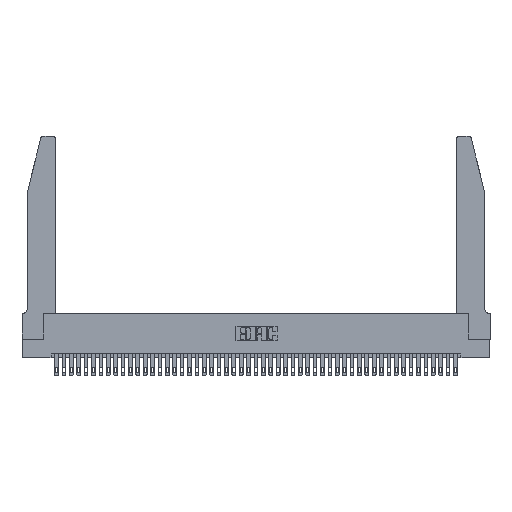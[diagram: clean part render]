
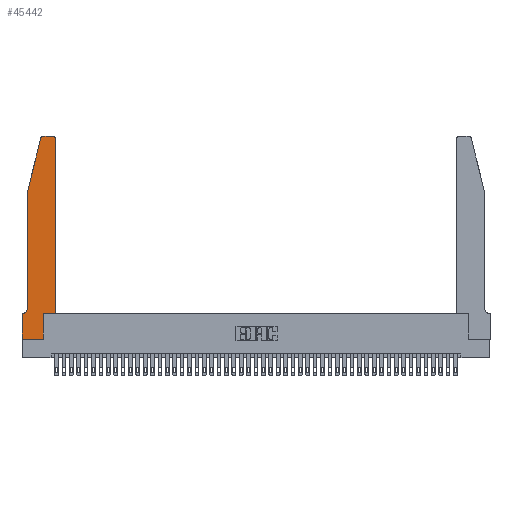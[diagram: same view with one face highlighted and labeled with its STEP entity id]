
A CAD part, top view. The second image highlights one B-rep face of the part: STEP entity #45442.
In plain terms, the highlighted planar face has unit normal (0, 0, 1).
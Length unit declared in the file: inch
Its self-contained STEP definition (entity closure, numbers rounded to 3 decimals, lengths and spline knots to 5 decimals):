
#220 = CARTESIAN_POINT ( 'NONE',  ( 0.0755, 0.42, 0.37 ) ) ;
#1518 = CARTESIAN_POINT ( 'NONE',  ( 0.0755, 2., 0.37 ) ) ;
#2376 = ORIENTED_EDGE ( 'NONE', *, *, #4816, .T. ) ;
#2832 = FACE_OUTER_BOUND ( 'NONE', #39244, .T. ) ;
#3181 = ORIENTED_EDGE ( 'NONE', *, *, #7361, .T. ) ;
#3238 = VERTEX_POINT ( 'NONE', #18950 ) ;
#3267 = DIRECTION ( 'NONE',  ( 0., 1., 0. ) ) ;
#3946 = EDGE_CURVE ( 'NONE', #23222, #22756, #41292, .T. ) ;
#4260 = EDGE_CURVE ( 'NONE', #35205, #28013, #13937, .T. ) ;
#4749 = ORIENTED_EDGE ( 'NONE', *, *, #15796, .T. ) ;
#4816 = EDGE_CURVE ( 'NONE', #28013, #40018, #5593, .T. ) ;
#5058 = LINE ( 'NONE', #42340, #39017 ) ;
#5152 = ORIENTED_EDGE ( 'NONE', *, *, #35072, .T. ) ;
#5353 = VERTEX_POINT ( 'NONE', #25296 ) ;
#5593 = LINE ( 'NONE', #23896, #6690 ) ;
#6205 = DIRECTION ( 'NONE',  ( -0.239, -0.971, 0. ) ) ;
#6337 = DIRECTION ( 'NONE',  ( -1., 0., 0. ) ) ;
#6690 = VECTOR ( 'NONE', #34799, 39.37008 ) ;
#6989 = PLANE ( 'NONE',  #43588 ) ;
#7055 = EDGE_CURVE ( 'NONE', #5353, #17546, #42749, .T. ) ;
#7361 = EDGE_CURVE ( 'NONE', #22756, #40133, #20738, .T. ) ;
#7463 = DIRECTION ( 'NONE',  ( 1., 0., 0. ) ) ;
#7543 = DIRECTION ( 'NONE',  ( -1., 0., 0. ) ) ;
#7753 = EDGE_CURVE ( 'NONE', #25776, #35205, #33521, .T. ) ;
#7764 = CARTESIAN_POINT ( 'NONE',  ( 0.284, 2.72, 0.37 ) ) ;
#8182 = AXIS2_PLACEMENT_3D ( 'NONE', #8589, #40357, #26480 ) ;
#8589 = CARTESIAN_POINT ( 'NONE',  ( 0.4205, 2.72, 0.37 ) ) ;
#8984 = VECTOR ( 'NONE', #6337, 39.37008 ) ;
#10129 = LINE ( 'NONE', #11419, #10656 ) ;
#10656 = VECTOR ( 'NONE', #36181, 39.37008 ) ;
#10682 = EDGE_CURVE ( 'NONE', #40133, #34391, #30504, .T. ) ;
#10933 = ORIENTED_EDGE ( 'NONE', *, *, #43380, .T. ) ;
#10941 = ORIENTED_EDGE ( 'NONE', *, *, #14497, .T. ) ;
#11419 = CARTESIAN_POINT ( 'NONE',  ( 0.0755, 2., 0.37 ) ) ;
#12269 = CARTESIAN_POINT ( 'NONE',  ( 0., 0., 0.37 ) ) ;
#12857 = CARTESIAN_POINT ( 'NONE',  ( 0.284, 2.75, 0.37 ) ) ;
#13124 = LINE ( 'NONE', #12269, #38768 ) ;
#13812 = CARTESIAN_POINT ( 'NONE',  ( 0., 0.35, 0.37 ) ) ;
#13937 = LINE ( 'NONE', #28964, #43473 ) ;
#14044 = CARTESIAN_POINT ( 'NONE',  ( 0.2865, 0.35, 0.37 ) ) ;
#14497 = EDGE_CURVE ( 'NONE', #45213, #23222, #24184, .T. ) ;
#14812 = AXIS2_PLACEMENT_3D ( 'NONE', #7764, #43734, #7463 ) ;
#15532 = CARTESIAN_POINT ( 'NONE',  ( 0.4505, 2.72, 0.37 ) ) ;
#15796 = EDGE_CURVE ( 'NONE', #34391, #25776, #10129, .T. ) ;
#15837 = CARTESIAN_POINT ( 'NONE',  ( 0.4505, 0.35, 0.37 ) ) ;
#16450 = EDGE_CURVE ( 'NONE', #17546, #45213, #5058, .T. ) ;
#16752 = CARTESIAN_POINT ( 'NONE',  ( 0.2605, 2.75, 0.37 ) ) ;
#16899 = VECTOR ( 'NONE', #42869, 39.37008 ) ;
#17294 = ORIENTED_EDGE ( 'NONE', *, *, #7753, .T. ) ;
#17546 = VERTEX_POINT ( 'NONE', #15837 ) ;
#18203 = CARTESIAN_POINT ( 'NONE',  ( 0.0055, 0.35, 0.37 ) ) ;
#18950 = CARTESIAN_POINT ( 'NONE',  ( 0.2865, 0., 0.37 ) ) ;
#20738 = CIRCLE ( 'NONE', #14812, 0.03 ) ;
#21207 = ORIENTED_EDGE ( 'NONE', *, *, #3946, .T. ) ;
#21674 = DIRECTION ( 'NONE',  ( 0., 0., -1. ) ) ;
#22756 = VERTEX_POINT ( 'NONE', #12857 ) ;
#23222 = VERTEX_POINT ( 'NONE', #45701 ) ;
#23896 = CARTESIAN_POINT ( 'NONE',  ( 0., 0., 0.37 ) ) ;
#24184 = CIRCLE ( 'NONE', #8182, 0.03 ) ;
#25296 = CARTESIAN_POINT ( 'NONE',  ( 0.2865, 0.35, 0.37 ) ) ;
#25397 = CARTESIAN_POINT ( 'NONE',  ( 0.0055, 0.42, 0.37 ) ) ;
#25558 = ORIENTED_EDGE ( 'NONE', *, *, #10682, .T. ) ;
#25600 = AXIS2_PLACEMENT_3D ( 'NONE', #25397, #21674, #7543 ) ;
#25776 = VERTEX_POINT ( 'NONE', #220 ) ;
#26480 = DIRECTION ( 'NONE',  ( 1., 0., 0. ) ) ;
#26588 = DIRECTION ( 'NONE',  ( 1., 0., 0. ) ) ;
#27831 = CARTESIAN_POINT ( 'NONE',  ( 0.0755, 2., 0.37 ) ) ;
#28013 = VERTEX_POINT ( 'NONE', #40067 ) ;
#28283 = DIRECTION ( 'NONE',  ( 0., 0., 1. ) ) ;
#28964 = CARTESIAN_POINT ( 'NONE',  ( 0.0755, 0.35, 0.37 ) ) ;
#29754 = ORIENTED_EDGE ( 'NONE', *, *, #4260, .T. ) ;
#30504 = LINE ( 'NONE', #1518, #32175 ) ;
#30951 = CARTESIAN_POINT ( 'NONE',  ( 0., 0., 0.37 ) ) ;
#31316 = DIRECTION ( 'NONE',  ( 1., 0., 0. ) ) ;
#32175 = VECTOR ( 'NONE', #6205, 39.37008 ) ;
#33243 = VECTOR ( 'NONE', #31316, 39.37008 ) ;
#33521 = CIRCLE ( 'NONE', #25600, 0.07 ) ;
#33999 = CARTESIAN_POINT ( 'NONE',  ( 0.4505, 0.35, 0.37 ) ) ;
#34391 = VERTEX_POINT ( 'NONE', #27831 ) ;
#34739 = LINE ( 'NONE', #14044, #16899 ) ;
#34799 = DIRECTION ( 'NONE',  ( 0., -1., 0. ) ) ;
#35072 = EDGE_CURVE ( 'NONE', #3238, #5353, #34739, .T. ) ;
#35205 = VERTEX_POINT ( 'NONE', #18203 ) ;
#35296 = DIRECTION ( 'NONE',  ( 1., 0., 0. ) ) ;
#35600 = CARTESIAN_POINT ( 'NONE',  ( 0.25487, 2.72718, 0.37 ) ) ;
#35808 = DIRECTION ( 'NONE',  ( -1., 0., 0. ) ) ;
#36181 = DIRECTION ( 'NONE',  ( 0., -1., 0. ) ) ;
#38768 = VECTOR ( 'NONE', #26588, 39.37008 ) ;
#39017 = VECTOR ( 'NONE', #3267, 39.37008 ) ;
#39244 = EDGE_LOOP ( 'NONE', ( #21207, #3181, #25558, #4749, #17294, #29754, #2376, #10933, #5152, #41555, #41648, #10941 ) ) ;
#40018 = VERTEX_POINT ( 'NONE', #30951 ) ;
#40067 = CARTESIAN_POINT ( 'NONE',  ( 0., 0.35, 0.37 ) ) ;
#40133 = VERTEX_POINT ( 'NONE', #35600 ) ;
#40357 = DIRECTION ( 'NONE',  ( 0., 0., 1. ) ) ;
#41292 = LINE ( 'NONE', #16752, #8984 ) ;
#41555 = ORIENTED_EDGE ( 'NONE', *, *, #7055, .T. ) ;
#41648 = ORIENTED_EDGE ( 'NONE', *, *, #16450, .T. ) ;
#42340 = CARTESIAN_POINT ( 'NONE',  ( 0.4505, 0.35, 0.37 ) ) ;
#42749 = LINE ( 'NONE', #33999, #33243 ) ;
#42869 = DIRECTION ( 'NONE',  ( 0., 1., 0. ) ) ;
#43380 = EDGE_CURVE ( 'NONE', #40018, #3238, #13124, .T. ) ;
#43473 = VECTOR ( 'NONE', #35808, 39.37008 ) ;
#43588 = AXIS2_PLACEMENT_3D ( 'NONE', #13812, #28283, #35296 ) ;
#43734 = DIRECTION ( 'NONE',  ( 0., 0., 1. ) ) ;
#45213 = VERTEX_POINT ( 'NONE', #15532 ) ;
#45442 = ADVANCED_FACE ( 'NONE', ( #2832 ), #6989, .T. ) ;
#45701 = CARTESIAN_POINT ( 'NONE',  ( 0.4205, 2.75, 0.37 ) ) ;
